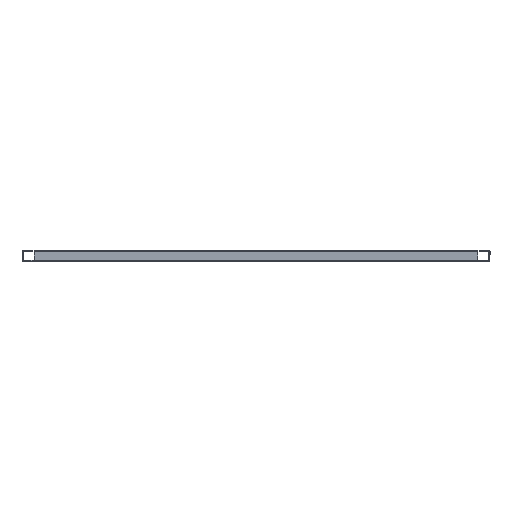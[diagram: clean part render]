
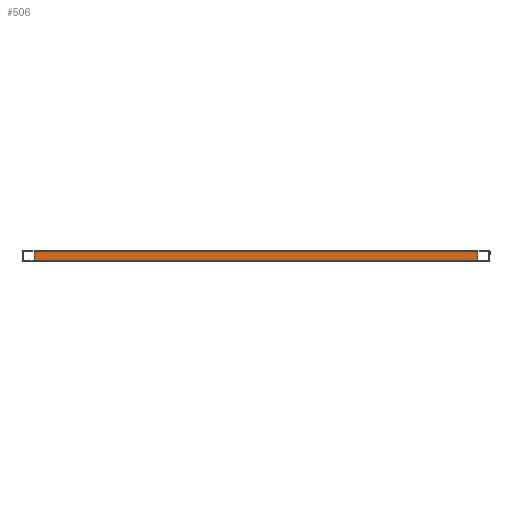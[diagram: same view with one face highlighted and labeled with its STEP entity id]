
A CAD part, left-side view. The second image highlights one B-rep face of the part: STEP entity #506.
In plain terms, the highlighted planar face has unit normal (-1, 0, 0).
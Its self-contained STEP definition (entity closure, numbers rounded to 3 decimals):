
#181 = EDGE_CURVE ( 'NONE', #4725, #4717, #1473, .T. ) ;
#185 = EDGE_CURVE ( 'NONE', #4725, #4746, #1442, .T. ) ;
#207 = EDGE_CURVE ( 'NONE', #4717, #4672, #1502, .T. ) ;
#211 = EDGE_CURVE ( 'NONE', #4672, #4746, #1479, .T. ) ;
#226 = ORIENTED_EDGE ( 'NONE', *, *, #207, .T. ) ;
#506 = ADVANCED_FACE ( 'NONE', ( #5647 ), #5067, .F. ) ;
#1442 = LINE ( 'NONE', #5410, #1449 ) ;
#1449 = VECTOR ( 'NONE', #5396, 1000. ) ;
#1456 = VECTOR ( 'NONE', #5349, 1000. ) ;
#1473 = LINE ( 'NONE', #5363, #1456 ) ;
#1479 = LINE ( 'NONE', #2620, #1519 ) ;
#1485 = VECTOR ( 'NONE', #2542, 1000. ) ;
#1502 = LINE ( 'NONE', #5351, #1485 ) ;
#1519 = VECTOR ( 'NONE', #2598, 1000. ) ;
#1761 = EDGE_LOOP ( 'NONE', ( #226, #3868, #3847, #3851 ) ) ;
#2542 = DIRECTION ( 'NONE',  ( 0., 1., 0. ) ) ;
#2598 = DIRECTION ( 'NONE',  ( 0., 0., -1. ) ) ;
#2620 = CARTESIAN_POINT ( 'NONE',  ( -641.51, 514.5, 3. ) ) ;
#3153 = CARTESIAN_POINT ( 'NONE',  ( -641.51, 514.5, 21.99 ) ) ;
#3170 = CARTESIAN_POINT ( 'NONE',  ( -641.51, -514.5, 3.01 ) ) ;
#3271 = CARTESIAN_POINT ( 'NONE',  ( -641.51, -514.5, 21.99 ) ) ;
#3281 = CARTESIAN_POINT ( 'NONE',  ( -641.51, 514.5, 3.01 ) ) ;
#3847 = ORIENTED_EDGE ( 'NONE', *, *, #185, .F. ) ;
#3851 = ORIENTED_EDGE ( 'NONE', *, *, #181, .T. ) ;
#3868 = ORIENTED_EDGE ( 'NONE', *, *, #211, .T. ) ;
#4334 = AXIS2_PLACEMENT_3D ( 'NONE', #5093, #5061, #5055 ) ;
#4672 = VERTEX_POINT ( 'NONE', #3153 ) ;
#4717 = VERTEX_POINT ( 'NONE', #3271 ) ;
#4725 = VERTEX_POINT ( 'NONE', #3170 ) ;
#4746 = VERTEX_POINT ( 'NONE', #3281 ) ;
#5055 = DIRECTION ( 'NONE',  ( 0., 0., -1. ) ) ;
#5061 = DIRECTION ( 'NONE',  ( 1., 0., 0. ) ) ;
#5067 = PLANE ( 'NONE',  #4334 ) ;
#5093 = CARTESIAN_POINT ( 'NONE',  ( -641.51, 514.5, 3. ) ) ;
#5349 = DIRECTION ( 'NONE',  ( 0., 0., 1. ) ) ;
#5351 = CARTESIAN_POINT ( 'NONE',  ( -641.51, -514.5, 21.99 ) ) ;
#5363 = CARTESIAN_POINT ( 'NONE',  ( -641.51, -514.5, 3. ) ) ;
#5396 = DIRECTION ( 'NONE',  ( 0., 1., 0. ) ) ;
#5410 = CARTESIAN_POINT ( 'NONE',  ( -641.51, 514.5, 3.01 ) ) ;
#5647 = FACE_OUTER_BOUND ( 'NONE', #1761, .T. ) ;
